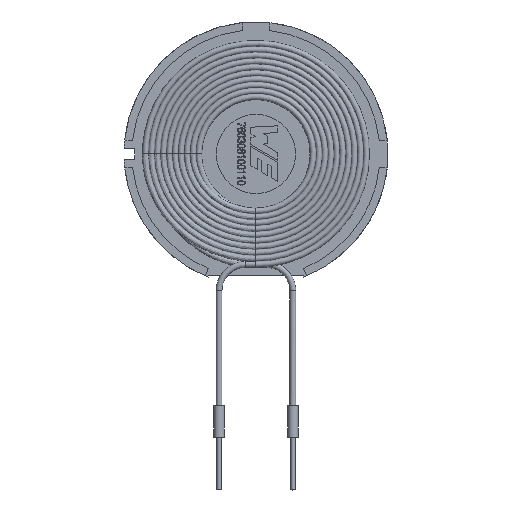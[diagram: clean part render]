
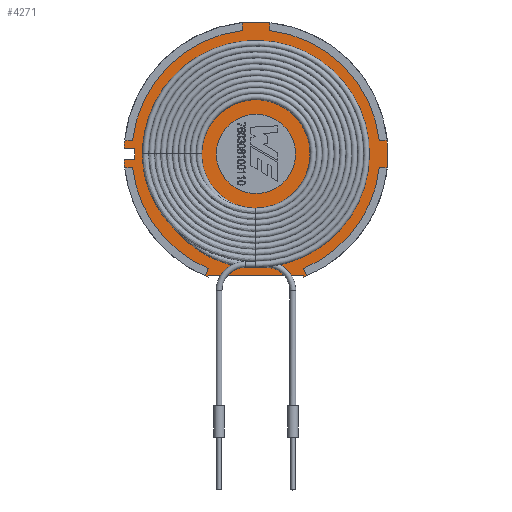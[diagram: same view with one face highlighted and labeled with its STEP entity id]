
A CAD part, top view. The second image highlights one B-rep face of the part: STEP entity #4271.
In plain terms, the highlighted face is planar.
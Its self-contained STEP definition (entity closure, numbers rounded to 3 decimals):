
#79=CIRCLE('',#4384,7.5);
#83=CIRCLE('',#4391,23.5);
#86=CIRCLE('',#4398,23.5);
#89=CIRCLE('',#4406,23.5);
#92=CIRCLE('',#4413,23.5);
#94=CIRCLE('',#4416,25.);
#95=CIRCLE('',#4417,25.);
#97=CIRCLE('',#4423,25.);
#98=CIRCLE('',#4424,25.);
#99=CIRCLE('',#4425,25.);
#100=CIRCLE('',#4426,25.);
#729=ORIENTED_EDGE('',*,*,#1126,.F.);
#730=ORIENTED_EDGE('',*,*,#1128,.F.);
#731=ORIENTED_EDGE('',*,*,#1180,.T.);
#732=ORIENTED_EDGE('',*,*,#1148,.F.);
#733=ORIENTED_EDGE('',*,*,#1151,.F.);
#734=ORIENTED_EDGE('',*,*,#1145,.F.);
#735=ORIENTED_EDGE('',*,*,#1179,.T.);
#736=ORIENTED_EDGE('',*,*,#1185,.T.);
#737=ORIENTED_EDGE('',*,*,#1188,.T.);
#738=ORIENTED_EDGE('',*,*,#1190,.T.);
#739=ORIENTED_EDGE('',*,*,#1166,.T.);
#740=ORIENTED_EDGE('',*,*,#1156,.T.);
#741=ORIENTED_EDGE('',*,*,#1162,.T.);
#742=ORIENTED_EDGE('',*,*,#1159,.T.);
#743=ORIENTED_EDGE('',*,*,#1165,.T.);
#744=ORIENTED_EDGE('',*,*,#1170,.T.);
#745=ORIENTED_EDGE('',*,*,#1173,.T.);
#746=ORIENTED_EDGE('',*,*,#1176,.T.);
#747=ORIENTED_EDGE('',*,*,#1182,.T.);
#748=ORIENTED_EDGE('',*,*,#1139,.T.);
#749=ORIENTED_EDGE('',*,*,#1137,.T.);
#750=ORIENTED_EDGE('',*,*,#1134,.T.);
#751=ORIENTED_EDGE('',*,*,#1181,.T.);
#752=ORIENTED_EDGE('',*,*,#1123,.F.);
#753=ORIENTED_EDGE('',*,*,#1117,.F.);
#1117=EDGE_CURVE('',#1460,#1460,#79,.T.);
#1123=EDGE_CURVE('',#1466,#1467,#1779,.T.);
#1126=EDGE_CURVE('',#1468,#1466,#83,.T.);
#1128=EDGE_CURVE('',#1469,#1468,#1783,.T.);
#1134=EDGE_CURVE('',#1474,#1475,#1787,.T.);
#1137=EDGE_CURVE('',#1476,#1474,#86,.T.);
#1139=EDGE_CURVE('',#1477,#1476,#1791,.T.);
#1145=EDGE_CURVE('',#1482,#1483,#1795,.T.);
#1148=EDGE_CURVE('',#1484,#1485,#1798,.T.);
#1151=EDGE_CURVE('',#1483,#1484,#89,.T.);
#1156=EDGE_CURVE('',#1490,#1491,#1803,.T.);
#1159=EDGE_CURVE('',#1492,#1493,#1806,.T.);
#1162=EDGE_CURVE('',#1491,#1492,#92,.T.);
#1165=EDGE_CURVE('',#1493,#1496,#94,.T.);
#1166=EDGE_CURVE('',#1497,#1490,#95,.T.);
#1170=EDGE_CURVE('',#1496,#1499,#1813,.T.);
#1173=EDGE_CURVE('',#1499,#1501,#1816,.T.);
#1176=EDGE_CURVE('',#1501,#1503,#1819,.T.);
#1179=EDGE_CURVE('',#1482,#1505,#97,.T.);
#1180=EDGE_CURVE('',#1469,#1485,#98,.T.);
#1181=EDGE_CURVE('',#1475,#1467,#99,.T.);
#1182=EDGE_CURVE('',#1503,#1477,#100,.T.);
#1185=EDGE_CURVE('',#1505,#1507,#1823,.T.);
#1188=EDGE_CURVE('',#1507,#1509,#1826,.T.);
#1190=EDGE_CURVE('',#1509,#1497,#1828,.T.);
#1460=VERTEX_POINT('',#5774);
#1466=VERTEX_POINT('',#5788);
#1467=VERTEX_POINT('',#5789);
#1468=VERTEX_POINT('',#5794);
#1469=VERTEX_POINT('',#5798);
#1474=VERTEX_POINT('',#5811);
#1475=VERTEX_POINT('',#5812);
#1476=VERTEX_POINT('',#5817);
#1477=VERTEX_POINT('',#5821);
#1482=VERTEX_POINT('',#5834);
#1483=VERTEX_POINT('',#5835);
#1484=VERTEX_POINT('',#5840);
#1485=VERTEX_POINT('',#5841);
#1490=VERTEX_POINT('',#5857);
#1491=VERTEX_POINT('',#5858);
#1492=VERTEX_POINT('',#5863);
#1493=VERTEX_POINT('',#5864);
#1496=VERTEX_POINT('',#5874);
#1497=VERTEX_POINT('',#5877);
#1499=VERTEX_POINT('',#5883);
#1501=VERTEX_POINT('',#5889);
#1503=VERTEX_POINT('',#5895);
#1505=VERTEX_POINT('',#5901);
#1507=VERTEX_POINT('',#5910);
#1509=VERTEX_POINT('',#5916);
#1779=LINE('',#5787,#2013);
#1783=LINE('',#5797,#2017);
#1787=LINE('',#5810,#2021);
#1791=LINE('',#5820,#2025);
#1795=LINE('',#5833,#2029);
#1798=LINE('',#5839,#2032);
#1803=LINE('',#5856,#2037);
#1806=LINE('',#5862,#2040);
#1813=LINE('',#5884,#2047);
#1816=LINE('',#5890,#2050);
#1819=LINE('',#5896,#2053);
#1823=LINE('',#5911,#2057);
#1826=LINE('',#5917,#2060);
#1828=LINE('',#5920,#2062);
#2013=VECTOR('',#4745,1000.);
#2017=VECTOR('',#4755,1000.);
#2021=VECTOR('',#4767,1000.);
#2025=VECTOR('',#4777,1000.);
#2029=VECTOR('',#4789,1000.);
#2032=VECTOR('',#4794,1000.);
#2037=VECTOR('',#4811,1000.);
#2040=VECTOR('',#4816,1000.);
#2047=VECTOR('',#4837,1000.);
#2050=VECTOR('',#4842,1000.);
#2053=VECTOR('',#4847,1000.);
#2057=VECTOR('',#4865,1000.);
#2060=VECTOR('',#4870,1000.);
#2062=VECTOR('',#4874,1000.);
#2280=EDGE_LOOP('',(#729,#730,#731,#732,#733,#734,#735,#736,#737,#738,#739,
#740,#741,#742,#743,#744,#745,#746,#747,#748,#749,#750,#751,#752));
#2281=EDGE_LOOP('',(#753));
#2568=FACE_BOUND('',#2280,.T.);
#2569=FACE_BOUND('',#2281,.T.);
#2822=PLANE('',#4467);
#4271=ADVANCED_FACE('',(#2568,#2569),#2822,.T.);
#4384=AXIS2_PLACEMENT_3D('',#5773,#4731,#4732);
#4391=AXIS2_PLACEMENT_3D('',#5793,#4750,#4751);
#4398=AXIS2_PLACEMENT_3D('',#5816,#4772,#4773);
#4406=AXIS2_PLACEMENT_3D('',#5845,#4799,#4800);
#4413=AXIS2_PLACEMENT_3D('',#5868,#4821,#4822);
#4416=AXIS2_PLACEMENT_3D('',#5875,#4828,#4829);
#4417=AXIS2_PLACEMENT_3D('',#5876,#4830,#4831);
#4423=AXIS2_PLACEMENT_3D('',#5902,#4853,#4854);
#4424=AXIS2_PLACEMENT_3D('',#5903,#4855,#4856);
#4425=AXIS2_PLACEMENT_3D('',#5904,#4857,#4858);
#4426=AXIS2_PLACEMENT_3D('',#5905,#4859,#4860);
#4467=AXIS2_PLACEMENT_3D('',#7345,#5010,#5011);
#4731=DIRECTION('',(0.,-1.,0.));
#4732=DIRECTION('',(0.,0.,-1.));
#4745=DIRECTION('',(0.994,0.,0.106));
#4750=DIRECTION('',(0.,1.,0.));
#4751=DIRECTION('',(-1.,0.,0.));
#4755=DIRECTION('',(-0.106,0.,-0.994));
#4767=DIRECTION('',(0.994,0.,-0.106));
#4772=DIRECTION('',(0.,-1.,0.));
#4773=DIRECTION('',(-1.,0.,0.));
#4777=DIRECTION('',(-0.383,0.,0.924));
#4789=DIRECTION('',(0.994,0.,-0.106));
#4794=DIRECTION('',(-0.106,0.,0.994));
#4799=DIRECTION('',(0.,1.,0.));
#4800=DIRECTION('',(1.,0.,0.));
#4811=DIRECTION('',(0.994,0.,0.106));
#4816=DIRECTION('',(-0.383,0.,-0.924));
#4821=DIRECTION('',(0.,-1.,0.));
#4822=DIRECTION('',(1.,0.,0.));
#4828=DIRECTION('',(0.,-1.,0.));
#4829=DIRECTION('',(1.,0.,0.));
#4830=DIRECTION('',(0.,-1.,0.));
#4831=DIRECTION('',(1.,0.,0.));
#4837=DIRECTION('',(0.,0.,1.));
#4842=DIRECTION('',(1.,0.,0.));
#4847=DIRECTION('',(0.,0.,-1.));
#4853=DIRECTION('',(0.,-1.,0.));
#4854=DIRECTION('',(-1.,0.,0.));
#4855=DIRECTION('',(0.,-1.,0.));
#4856=DIRECTION('',(-1.,0.,0.));
#4857=DIRECTION('',(0.,-1.,0.));
#4858=DIRECTION('',(-1.,0.,0.));
#4859=DIRECTION('',(0.,-1.,0.));
#4860=DIRECTION('',(-1.,0.,0.));
#4865=DIRECTION('',(1.,0.,0.));
#4870=DIRECTION('',(0.,0.,-1.));
#4874=DIRECTION('',(-1.,0.,0.));
#5010=DIRECTION('',(0.,-1.,0.));
#5011=DIRECTION('',(0.,0.,-1.));
#5773=CARTESIAN_POINT('',(0.,-2.,0.));
#5774=CARTESIAN_POINT('',(0.,-2.,-7.5));
#5787=CARTESIAN_POINT('',(23.367,-2.,2.5));
#5788=CARTESIAN_POINT('',(23.367,-2.,2.5));
#5789=CARTESIAN_POINT('',(24.858,-2.,2.66));
#5793=CARTESIAN_POINT('',(0.,-2.,0.));
#5794=CARTESIAN_POINT('',(2.5,-2.,23.367));
#5797=CARTESIAN_POINT('',(2.66,-2.,24.858));
#5798=CARTESIAN_POINT('',(2.66,-2.,24.858));
#5810=CARTESIAN_POINT('',(23.367,-2.,-2.5));
#5811=CARTESIAN_POINT('',(23.367,-2.,-2.5));
#5812=CARTESIAN_POINT('',(24.858,-2.,-2.66));
#5816=CARTESIAN_POINT('',(0.,-2.,0.));
#5817=CARTESIAN_POINT('',(9.,-2.,-21.708));
#5820=CARTESIAN_POINT('',(9.574,-2.,-23.094));
#5821=CARTESIAN_POINT('',(9.574,-2.,-23.094));
#5833=CARTESIAN_POINT('',(-23.367,-2.,2.5));
#5834=CARTESIAN_POINT('',(-24.858,-2.,2.66));
#5835=CARTESIAN_POINT('',(-23.367,-2.,2.5));
#5839=CARTESIAN_POINT('',(-2.5,-2.,23.367));
#5840=CARTESIAN_POINT('',(-2.5,-2.,23.367));
#5841=CARTESIAN_POINT('',(-2.66,-2.,24.858));
#5845=CARTESIAN_POINT('',(0.,-2.,0.));
#5856=CARTESIAN_POINT('',(-23.367,-2.,-2.5));
#5857=CARTESIAN_POINT('',(-24.858,-2.,-2.66));
#5858=CARTESIAN_POINT('',(-23.367,-2.,-2.5));
#5862=CARTESIAN_POINT('',(-9.,-2.,-21.708));
#5863=CARTESIAN_POINT('',(-9.,-2.,-21.708));
#5864=CARTESIAN_POINT('',(-9.574,-2.,-23.094));
#5868=CARTESIAN_POINT('',(0.,-2.,0.));
#5874=CARTESIAN_POINT('',(-9.,-2.,-23.324));
#5875=CARTESIAN_POINT('',(0.,-2.,0.));
#5876=CARTESIAN_POINT('',(0.,-2.,0.));
#5877=CARTESIAN_POINT('',(-24.98,-2.,-1.));
#5883=CARTESIAN_POINT('',(-9.,-2.,-23.));
#5884=CARTESIAN_POINT('',(-9.,-2.,-23.324));
#5889=CARTESIAN_POINT('',(9.,-2.,-23.));
#5890=CARTESIAN_POINT('',(-9.,-2.,-23.));
#5895=CARTESIAN_POINT('',(9.,-2.,-23.324));
#5896=CARTESIAN_POINT('',(9.,-2.,-23.));
#5901=CARTESIAN_POINT('',(-24.98,-2.,1.));
#5902=CARTESIAN_POINT('',(0.,-2.,0.));
#5903=CARTESIAN_POINT('',(0.,-2.,0.));
#5904=CARTESIAN_POINT('',(0.,-2.,0.));
#5905=CARTESIAN_POINT('',(0.,-2.,0.));
#5910=CARTESIAN_POINT('',(-23.,-2.,1.));
#5911=CARTESIAN_POINT('',(-24.98,-2.,1.));
#5916=CARTESIAN_POINT('',(-23.,-2.,-1.));
#5917=CARTESIAN_POINT('',(-23.,-2.,1.));
#5920=CARTESIAN_POINT('',(-23.,-2.,-1.));
#7345=CARTESIAN_POINT('',(0.,-2.,0.));
